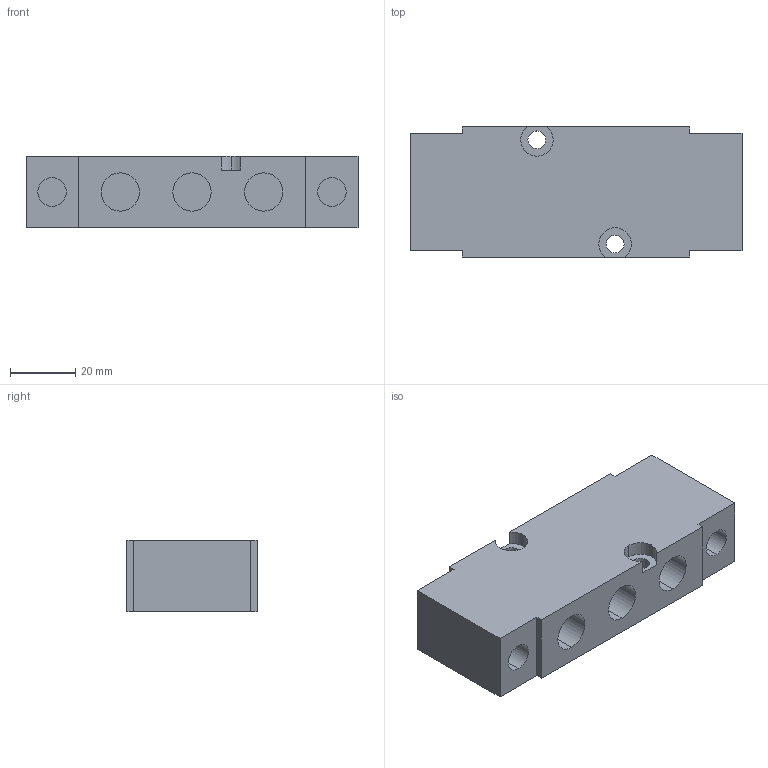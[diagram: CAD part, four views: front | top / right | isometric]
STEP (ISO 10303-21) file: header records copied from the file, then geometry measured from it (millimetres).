
FILE_DESCRIPTION (( 'STEP AP203' ), '1' );
FILE_NAME ('GZ-PN523701.STEP', '2018-11-22T13:25:53', ( '' ), ( '' ), 'SwSTEP 2.0', 'SolidWorks 2013', '' );
FILE_SCHEMA (( 'CONFIG_CONTROL_DESIGN' ));
Length unit declared in the file: millimetre
Products named in the file (1): GZ-PN523701
Bounding box: 102 x 40 x 22 mm (x, y, z)
Volume: 78892 mm3; surface area: 17166.9 mm2
Topology: 1 solids, 1 shells, 53 faces, 123 edges, 82 vertices
Faces by surface type: cylinder 27, plane 26
Entity records: 1616 total; most frequent: DIRECTION 285, CARTESIAN_POINT 259, ORIENTED_EDGE 246, EDGE_CURVE 123, AXIS2_PLACEMENT_3D 108, VERTEX_POINT 82, LINE 69, VECTOR 69
